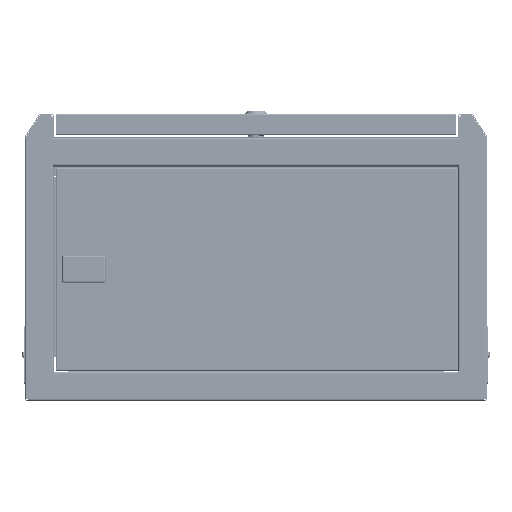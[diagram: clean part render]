
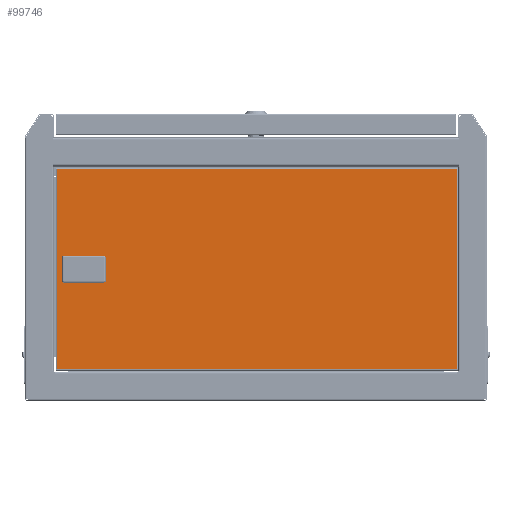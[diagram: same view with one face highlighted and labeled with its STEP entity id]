
A CAD part, left-side view. The second image highlights one B-rep face of the part: STEP entity #99746.
In plain terms, the highlighted face is planar.
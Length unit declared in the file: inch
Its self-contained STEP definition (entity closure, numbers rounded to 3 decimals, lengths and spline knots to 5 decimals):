
#2012 = VECTOR ( 'NONE', #65198, 39.37008 ) ;
#3340 = VECTOR ( 'NONE', #130772, 39.37008 ) ;
#3910 = VECTOR ( 'NONE', #140086, 39.37008 ) ;
#4704 = ORIENTED_EDGE ( 'NONE', *, *, #94322, .T. ) ;
#9844 = EDGE_CURVE ( 'NONE', #134296, #22266, #59511, .T. ) ;
#16335 = CARTESIAN_POINT ( 'NONE',  ( 0., -8.24311, 0.0315 ) ) ;
#17059 = DIRECTION ( 'NONE',  ( 1., 0., 0. ) ) ;
#20026 = CARTESIAN_POINT ( 'NONE',  ( 4.13189, 0., 0.0315 ) ) ;
#21354 = ORIENTED_EDGE ( 'NONE', *, *, #95958, .T. ) ;
#22266 = VERTEX_POINT ( 'NONE', #80870 ) ;
#28420 = AXIS2_PLACEMENT_3D ( 'NONE', #47157, #71986, #36909 ) ;
#34503 = VECTOR ( 'NONE', #17059, 39.37008 ) ;
#36743 = VERTEX_POINT ( 'NONE', #53953 ) ;
#36909 = DIRECTION ( 'NONE',  ( 1., 0., 0. ) ) ;
#42908 = EDGE_LOOP ( 'NONE', ( #126417, #60864, #64207, #92406 ) ) ;
#46318 = VECTOR ( 'NONE', #122660, 39.37008 ) ;
#46359 = CARTESIAN_POINT ( 'NONE',  ( 0., 6.28805, 0.0315 ) ) ;
#46516 = LINE ( 'NONE', #91122, #136991 ) ;
#47157 = CARTESIAN_POINT ( 'NONE',  ( 0., 0., 0.0315 ) ) ;
#49973 = CARTESIAN_POINT ( 'NONE',  ( 0.47938, 7.07948, 0.0315 ) ) ;
#53953 = CARTESIAN_POINT ( 'NONE',  ( 4.13189, 8.22343, 0.0315 ) ) ;
#58425 = VERTEX_POINT ( 'NONE', #89014 ) ;
#59493 = ORIENTED_EDGE ( 'NONE', *, *, #75731, .T. ) ;
#59511 = LINE ( 'NONE', #49973, #84708 ) ;
#59515 = DIRECTION ( 'NONE',  ( -1., 0., 0. ) ) ;
#60329 = FACE_OUTER_BOUND ( 'NONE', #63489, .T. ) ;
#60398 = CARTESIAN_POINT ( 'NONE',  ( -0.47938, 7.87092, 0.0315 ) ) ;
#60653 = CARTESIAN_POINT ( 'NONE',  ( -4.13189, 8.22343, 0.0315 ) ) ;
#60864 = ORIENTED_EDGE ( 'NONE', *, *, #144810, .T. ) ;
#63489 = EDGE_LOOP ( 'NONE', ( #127143, #21354, #59493, #4704 ) ) ;
#64207 = ORIENTED_EDGE ( 'NONE', *, *, #9844, .T. ) ;
#64595 = CARTESIAN_POINT ( 'NONE',  ( -0.47938, 6.28805, 0.0315 ) ) ;
#65198 = DIRECTION ( 'NONE',  ( -1., 0., 0. ) ) ;
#66415 = EDGE_CURVE ( 'NONE', #36743, #93120, #78333, .T. ) ;
#69103 = FACE_BOUND ( 'NONE', #42908, .T. ) ;
#71986 = DIRECTION ( 'NONE',  ( 0., 0., 1. ) ) ;
#75731 = EDGE_CURVE ( 'NONE', #129703, #58425, #94656, .T. ) ;
#78333 = LINE ( 'NONE', #120796, #2012 ) ;
#80870 = CARTESIAN_POINT ( 'NONE',  ( 0.47938, 6.28805, 0.0315 ) ) ;
#84708 = VECTOR ( 'NONE', #137752, 39.37008 ) ;
#85976 = VECTOR ( 'NONE', #59515, 39.37008 ) ;
#87590 = VERTEX_POINT ( 'NONE', #60398 ) ;
#89014 = CARTESIAN_POINT ( 'NONE',  ( 4.13189, -8.24311, 0.0315 ) ) ;
#89047 = CARTESIAN_POINT ( 'NONE',  ( 0., 7.87092, 0.0315 ) ) ;
#91122 = CARTESIAN_POINT ( 'NONE',  ( -0.47938, 7.07948, 0.0315 ) ) ;
#92406 = ORIENTED_EDGE ( 'NONE', *, *, #130249, .T. ) ;
#92608 = DIRECTION ( 'NONE',  ( 0., 1., 0. ) ) ;
#93120 = VERTEX_POINT ( 'NONE', #60653 ) ;
#94092 = EDGE_CURVE ( 'NONE', #128117, #87590, #46516, .T. ) ;
#94322 = EDGE_CURVE ( 'NONE', #58425, #36743, #129826, .T. ) ;
#94656 = LINE ( 'NONE', #16335, #34503 ) ;
#95958 = EDGE_CURVE ( 'NONE', #93120, #129703, #98540, .T. ) ;
#98540 = LINE ( 'NONE', #143885, #46318 ) ;
#99746 = ADVANCED_FACE ( 'NONE', ( #69103, #60329 ), #104928, .T. ) ;
#104928 = PLANE ( 'NONE',  #28420 ) ;
#113640 = LINE ( 'NONE', #46359, #85976 ) ;
#120796 = CARTESIAN_POINT ( 'NONE',  ( 0., 8.22343, 0.0315 ) ) ;
#122660 = DIRECTION ( 'NONE',  ( 0., -1., 0. ) ) ;
#126417 = ORIENTED_EDGE ( 'NONE', *, *, #94092, .T. ) ;
#127143 = ORIENTED_EDGE ( 'NONE', *, *, #66415, .T. ) ;
#128117 = VERTEX_POINT ( 'NONE', #64595 ) ;
#129640 = CARTESIAN_POINT ( 'NONE',  ( -4.13189, -8.24311, 0.0315 ) ) ;
#129703 = VERTEX_POINT ( 'NONE', #129640 ) ;
#129826 = LINE ( 'NONE', #20026, #3910 ) ;
#130249 = EDGE_CURVE ( 'NONE', #22266, #128117, #113640, .T. ) ;
#130772 = DIRECTION ( 'NONE',  ( 1., 0., 0. ) ) ;
#132229 = LINE ( 'NONE', #89047, #3340 ) ;
#134296 = VERTEX_POINT ( 'NONE', #141734 ) ;
#136991 = VECTOR ( 'NONE', #92608, 39.37008 ) ;
#137752 = DIRECTION ( 'NONE',  ( 0., -1., 0. ) ) ;
#140086 = DIRECTION ( 'NONE',  ( 0., 1., 0. ) ) ;
#141734 = CARTESIAN_POINT ( 'NONE',  ( 0.47938, 7.87092, 0.0315 ) ) ;
#143885 = CARTESIAN_POINT ( 'NONE',  ( -4.13189, 0., 0.0315 ) ) ;
#144810 = EDGE_CURVE ( 'NONE', #87590, #134296, #132229, .T. ) ;
